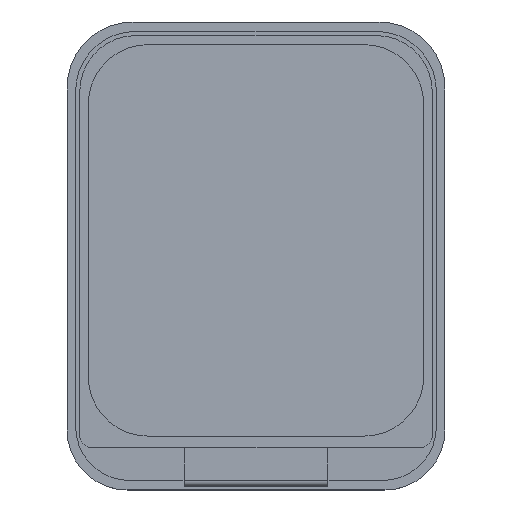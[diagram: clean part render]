
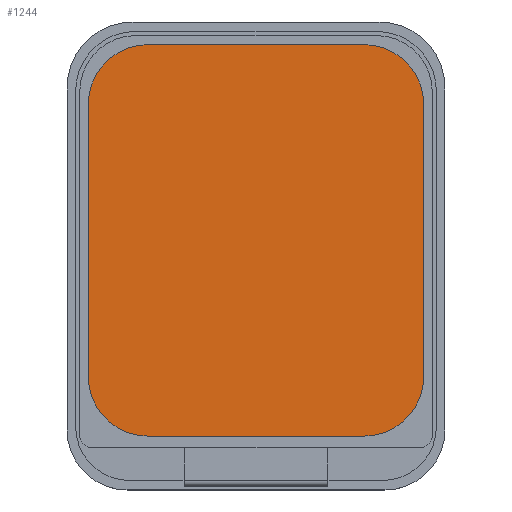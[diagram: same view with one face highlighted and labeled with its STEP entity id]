
A CAD part, top view. The second image highlights one B-rep face of the part: STEP entity #1244.
In plain terms, the highlighted planar face has unit normal (0, 0, 1).
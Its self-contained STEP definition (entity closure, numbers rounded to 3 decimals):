
#420=CARTESIAN_POINT('',(8.985,11.315,1.5));
#421=DIRECTION('',(0.,0.,1.));
#422=DIRECTION('',(1.,0.,0.));
#423=AXIS2_PLACEMENT_3D('',#420,#421,#422);
#428=DIRECTION('',(0.,-1.,0.));
#429=VECTOR('',#428,22.63);
#430=CARTESIAN_POINT('',(13.985,11.315,1.5));
#431=LINE('',#430,#429);
#435=CARTESIAN_POINT('',(8.985,-11.315,1.5));
#436=DIRECTION('',(0.,0.,1.));
#437=DIRECTION('',(0.,-1.,0.));
#438=AXIS2_PLACEMENT_3D('',#435,#436,#437);
#443=DIRECTION('',(-1.,0.,0.));
#444=VECTOR('',#443,17.97);
#445=CARTESIAN_POINT('',(8.985,-16.315,1.5));
#446=LINE('',#445,#444);
#450=CARTESIAN_POINT('',(-8.985,-11.315,1.5));
#451=DIRECTION('',(0.,0.,1.));
#452=DIRECTION('',(-1.,0.,0.));
#453=AXIS2_PLACEMENT_3D('',#450,#451,#452);
#458=DIRECTION('',(0.,1.,0.));
#459=VECTOR('',#458,22.63);
#460=CARTESIAN_POINT('',(-13.985,-11.315,1.5));
#461=LINE('',#460,#459);
#465=CARTESIAN_POINT('',(-8.985,11.315,1.5));
#466=DIRECTION('',(0.,0.,1.));
#467=DIRECTION('',(0.,1.,0.));
#468=AXIS2_PLACEMENT_3D('',#465,#466,#467);
#473=DIRECTION('',(1.,0.,0.));
#474=VECTOR('',#473,17.97);
#475=CARTESIAN_POINT('',(-8.985,16.315,1.5));
#476=LINE('',#475,#474);
#855=CARTESIAN_POINT('',(13.985,11.315,1.5));
#856=CARTESIAN_POINT('',(8.985,16.315,1.5));
#857=VERTEX_POINT('',#855);
#858=VERTEX_POINT('',#856);
#859=CARTESIAN_POINT('',(13.985,-11.315,1.5));
#860=VERTEX_POINT('',#859);
#861=CARTESIAN_POINT('',(8.985,-16.315,1.5));
#862=VERTEX_POINT('',#861);
#863=CARTESIAN_POINT('',(-8.985,-16.315,1.5));
#864=VERTEX_POINT('',#863);
#865=CARTESIAN_POINT('',(-13.985,-11.315,1.5));
#866=VERTEX_POINT('',#865);
#867=CARTESIAN_POINT('',(-13.985,11.315,1.5));
#868=VERTEX_POINT('',#867);
#869=CARTESIAN_POINT('',(-8.985,16.315,1.5));
#870=VERTEX_POINT('',#869);
#1222=CARTESIAN_POINT('',(0.,0.,1.5));
#1223=DIRECTION('',(0.,0.,1.));
#1224=DIRECTION('',(1.,0.,0.));
#1225=AXIS2_PLACEMENT_3D('',#1222,#1223,#1224);
#1226=PLANE('',#1225);
#1227=ORIENTED_EDGE('',*,*,#1212,.F.);
#1229=ORIENTED_EDGE('',*,*,#1228,.T.);
#1231=ORIENTED_EDGE('',*,*,#1230,.F.);
#1233=ORIENTED_EDGE('',*,*,#1232,.T.);
#1235=ORIENTED_EDGE('',*,*,#1234,.F.);
#1237=ORIENTED_EDGE('',*,*,#1236,.T.);
#1239=ORIENTED_EDGE('',*,*,#1238,.F.);
#1241=ORIENTED_EDGE('',*,*,#1240,.T.);
#1242=EDGE_LOOP('',(#1227,#1229,#1231,#1233,#1235,#1237,#1239,#1241));
#1243=FACE_OUTER_BOUND('',#1242,.F.);
#1244=ADVANCED_FACE('',(#1243),#1226,.T.);
#424=CIRCLE('',#423,5.);
#439=CIRCLE('',#438,5.);
#454=CIRCLE('',#453,5.);
#469=CIRCLE('',#468,5.);
#1212=EDGE_CURVE('',#857,#858,#424,.T.);
#1228=EDGE_CURVE('',#857,#860,#431,.T.);
#1230=EDGE_CURVE('',#862,#860,#439,.T.);
#1232=EDGE_CURVE('',#862,#864,#446,.T.);
#1234=EDGE_CURVE('',#866,#864,#454,.T.);
#1236=EDGE_CURVE('',#866,#868,#461,.T.);
#1238=EDGE_CURVE('',#870,#868,#469,.T.);
#1240=EDGE_CURVE('',#870,#858,#476,.T.);
